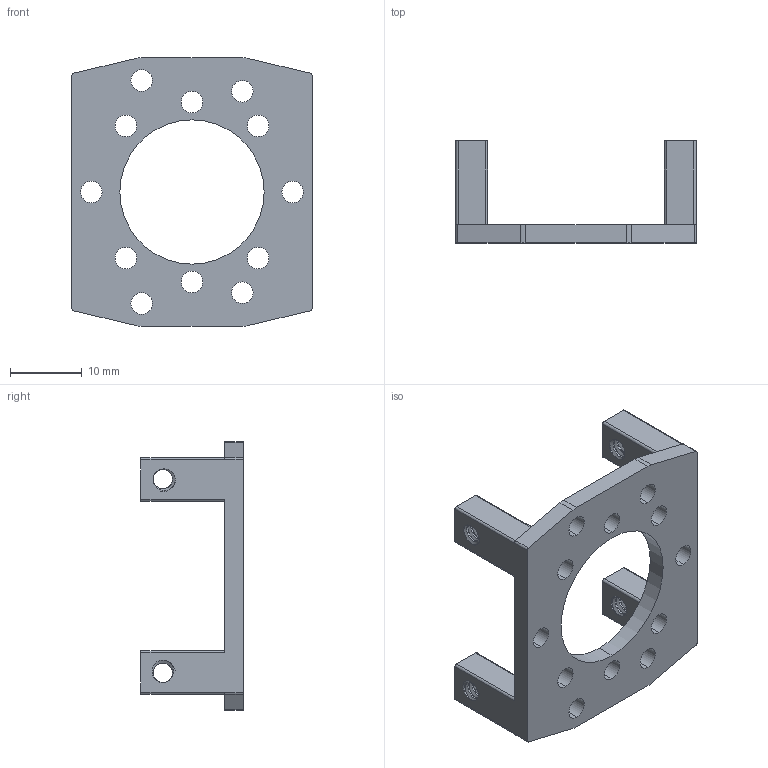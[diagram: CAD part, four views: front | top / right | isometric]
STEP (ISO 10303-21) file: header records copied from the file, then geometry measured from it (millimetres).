
FILE_DESCRIPTION (( 'STEP AP203' ), '1' );
FILE_NAME ('motor mount_Default_sldprt.STEP', '2017-04-19T20:13:30', ( '' ), ( '' ), 'SwSTEP 2.0', 'SolidWorks 2016', '' );
FILE_SCHEMA (( 'CONFIG_CONTROL_DESIGN' ));
Length unit declared in the file: inch
Products named in the file (1): motor mount_Default_sldprt
Bounding box: 33.4 x 14.22 x 37.36 mm (x, y, z)
Volume: 3162.9 mm3; surface area: 3560 mm2
Topology: 1 solids, 1 shells, 184 faces, 546 edges, 364 vertices
Faces by surface type: cylinder 150, plane 26, bspline 8
Entity records: 10987 total; most frequent: CARTESIAN_POINT 6425, ORIENTED_EDGE 1092, DIRECTION 814, EDGE_CURVE 546, VERTEX_POINT 364, AXIS2_PLACEMENT_3D 300, EDGE_LOOP 218, VECTOR 214
